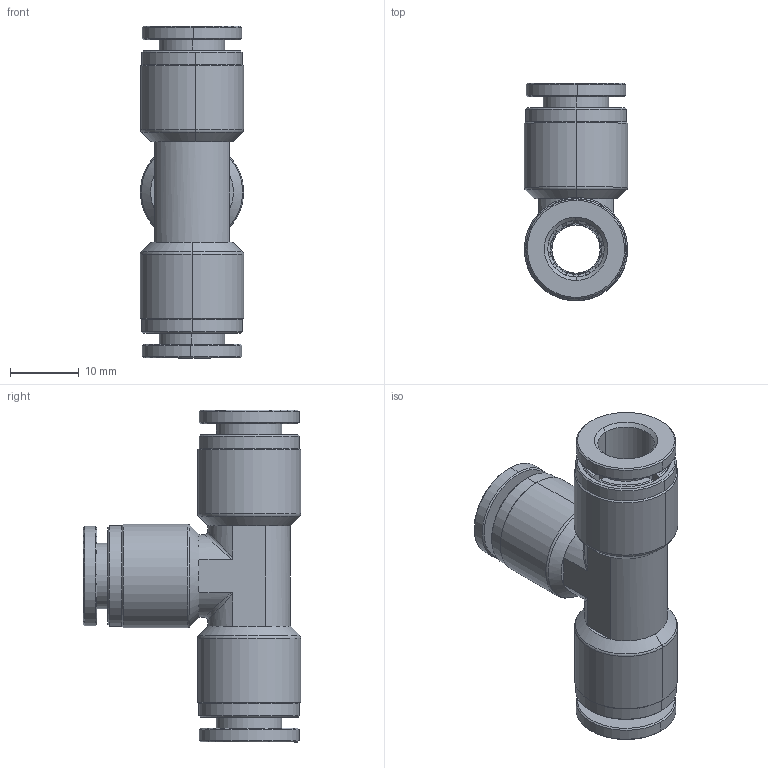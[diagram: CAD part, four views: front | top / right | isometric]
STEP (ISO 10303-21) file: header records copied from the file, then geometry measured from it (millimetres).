
FILE_DESCRIPTION (( 'STEP AP214' ), '1' );
FILE_NAME ('TUS8(5-16)W.STEP', '2018-07-03T23:54:00', ( '' ), ( '' ), 'SwSTEP 2.0', 'SolidWorks 2016', '' );
FILE_SCHEMA (( 'AUTOMOTIVE_DESIGN' ));
Length unit declared in the file: millimetre
Products named in the file (1): TUS8(5-16)W
Bounding box: 15 x 31.6 x 48.2 mm (x, y, z)
Volume: 5780.3 mm3; surface area: 11024 mm2
Topology: 16 solids, 16 shells, 1149 faces, 3161 edges, 2055 vertices
Faces by surface type: plane 461, cone 369, cylinder 197, bspline 110, torus 12
Entity records: 52523 total; most frequent: CARTESIAN_POINT 12383, ORIENTED_EDGE 6322, DIRECTION 5050, EDGE_CURVE 3161, AXIS2_PLACEMENT_3D 2074, VERTEX_POINT 2055, EDGE_LOOP 1194, B_SPLINE_CURVE_WITH_KNOTS 1192
